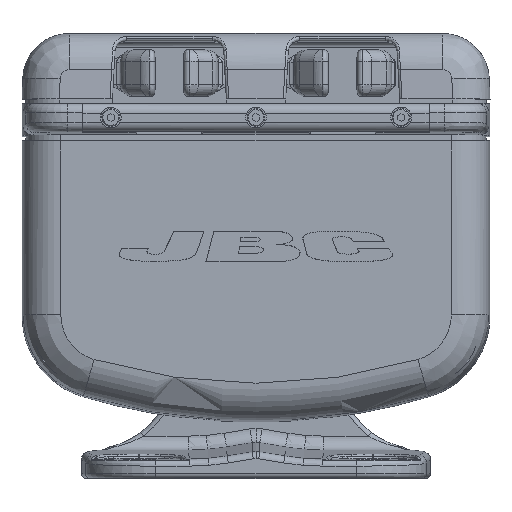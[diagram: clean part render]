
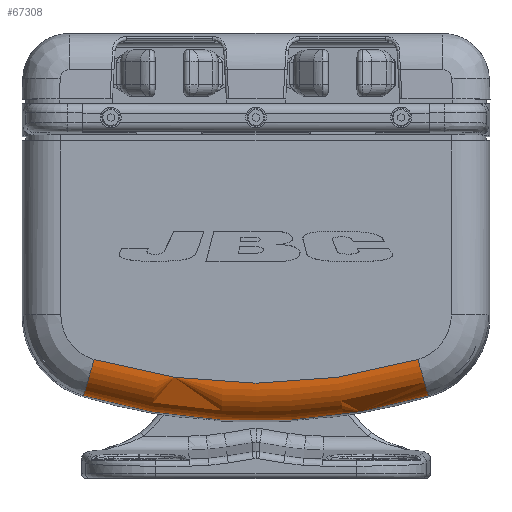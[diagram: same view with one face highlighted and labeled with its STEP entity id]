
A CAD part, top view. The second image highlights one B-rep face of the part: STEP entity #67308.
In plain terms, the highlighted toroidal (fillet/blend) face has major radius 120.711 mm and minor radius 8 mm.
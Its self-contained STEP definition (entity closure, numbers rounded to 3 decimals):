
#447 = AXIS2_PLACEMENT_3D ( 'NONE', #102796, #101620, #47251 ) ;
#3187 = AXIS2_PLACEMENT_3D ( 'NONE', #104353, #30925, #22525 ) ;
#6727 = AXIS2_PLACEMENT_3D ( 'NONE', #91628, #36065, #111330 ) ;
#8252 = CARTESIAN_POINT ( 'NONE',  ( 12.14, 35.35, 58.531 ) ) ;
#10855 = TOROIDAL_SURFACE ( 'NONE', #3187, 120.711, 8. ) ;
#15408 = CARTESIAN_POINT ( 'NONE',  ( 85.812, 35.35, 58.531 ) ) ;
#16002 = DIRECTION ( 'NONE',  ( -0.286, -0.958, 0. ) ) ;
#20390 = CARTESIAN_POINT ( 'NONE',  ( 48.976, 158.674, 58.531 ) ) ;
#22525 = DIRECTION ( 'NONE',  ( 1., 0., 0. ) ) ;
#30925 = DIRECTION ( 'NONE',  ( 0., 0., 1. ) ) ;
#36065 = DIRECTION ( 'NONE',  ( 0., 0., 1. ) ) ;
#36626 = CIRCLE ( 'NONE', #44308, 128.708 ) ;
#43746 = EDGE_CURVE ( 'NONE', #73173, #65111, #65892, .T. ) ;
#44308 = AXIS2_PLACEMENT_3D ( 'NONE', #20390, #95011, #111200 ) ;
#44793 = EDGE_LOOP ( 'NONE', ( #76322, #81534, #46036, #69408 ) ) ;
#46036 = ORIENTED_EDGE ( 'NONE', *, *, #81015, .F. ) ;
#47251 = DIRECTION ( 'NONE',  ( 0.286, -0.958, 0. ) ) ;
#65111 = VERTEX_POINT ( 'NONE', #110241 ) ;
#65892 = CIRCLE ( 'NONE', #6727, 120.711 ) ;
#67308 = ADVANCED_FACE ( 'NONE', ( #85871 ), #10855, .T. ) ;
#67993 = CARTESIAN_POINT ( 'NONE',  ( 14.429, 43.013, 58.322 ) ) ;
#68461 = VERTEX_POINT ( 'NONE', #15408 ) ;
#69408 = ORIENTED_EDGE ( 'NONE', *, *, #79561, .F. ) ;
#72656 = VERTEX_POINT ( 'NONE', #8252 ) ;
#73173 = VERTEX_POINT ( 'NONE', #114809 ) ;
#76322 = ORIENTED_EDGE ( 'NONE', *, *, #79532, .T. ) ;
#78135 = DIRECTION ( 'NONE',  ( -0.958, 0.286, 0. ) ) ;
#79532 = EDGE_CURVE ( 'NONE', #68461, #65111, #88172, .T. ) ;
#79561 = EDGE_CURVE ( 'NONE', #68461, #72656, #36626, .T. ) ;
#81015 = EDGE_CURVE ( 'NONE', #72656, #73173, #99373, .T. ) ;
#81534 = ORIENTED_EDGE ( 'NONE', *, *, #43746, .F. ) ;
#85871 = FACE_OUTER_BOUND ( 'NONE', #44793, .T. ) ;
#88172 = CIRCLE ( 'NONE', #447, 8. ) ;
#91628 = CARTESIAN_POINT ( 'NONE',  ( 48.976, 158.674, 66.322 ) ) ;
#95011 = DIRECTION ( 'NONE',  ( 0., 0., -1. ) ) ;
#99373 = CIRCLE ( 'NONE', #101252, 8. ) ;
#101252 = AXIS2_PLACEMENT_3D ( 'NONE', #67993, #78135, #16002 ) ;
#101620 = DIRECTION ( 'NONE',  ( -0.958, -0.286, 0. ) ) ;
#102796 = CARTESIAN_POINT ( 'NONE',  ( 83.524, 43.013, 58.322 ) ) ;
#104353 = CARTESIAN_POINT ( 'NONE',  ( 48.976, 158.674, 58.322 ) ) ;
#110241 = CARTESIAN_POINT ( 'NONE',  ( 83.524, 43.013, 66.322 ) ) ;
#111200 = DIRECTION ( 'NONE',  ( -1., 0., 0. ) ) ;
#111330 = DIRECTION ( 'NONE',  ( 1., 0., 0. ) ) ;
#114809 = CARTESIAN_POINT ( 'NONE',  ( 14.429, 43.013, 66.322 ) ) ;
